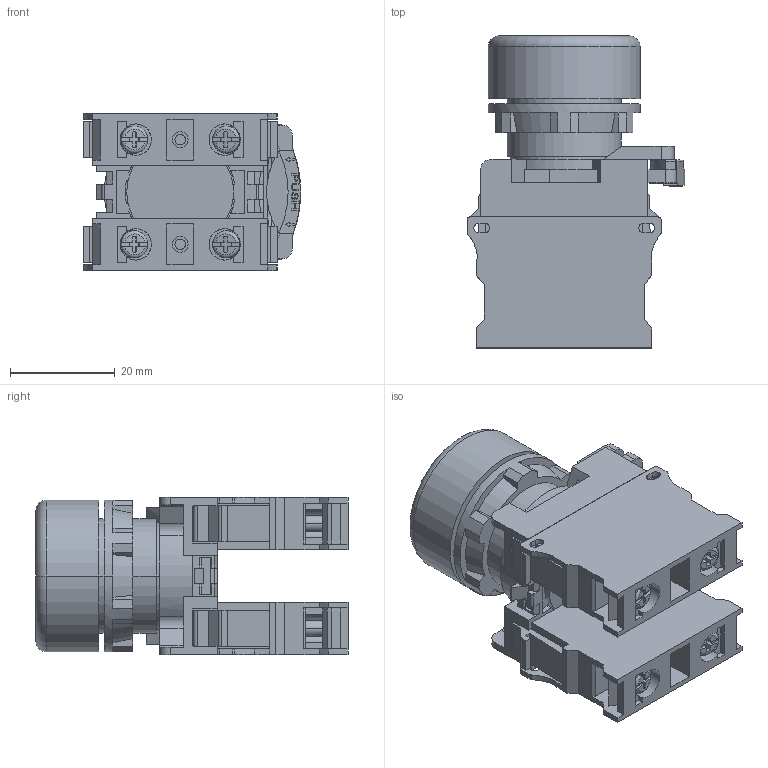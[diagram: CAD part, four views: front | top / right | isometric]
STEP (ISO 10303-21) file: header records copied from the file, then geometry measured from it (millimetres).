
FILE_DESCRIPTION((''),'2;1');
FILE_NAME('LA167-D8E-01G_ASM','2024-03-13T',('Administrator'),('zyb.com'),'PRO/ENGINEER BY PARAMETRIC TECHNOLOGY CORPORATION, 2010280','PRO/ENGINEER BY PARAMETRIC TECHNOLOGY CORPORATION, 2010280','');
FILE_SCHEMA(('CONFIG_CONTROL_DESIGN','SHAPE_APPEARANCE_LAYERS_GROUPS'));
Length unit declared in the file: millimetre
Products named in the file (4): Y20240312002; Y20240312001; Y20240312005; LA167-D8E-01G_ASM
Assembly tree (4 placements, depth 2):
  LA167-D8E-01G_ASM
    Y20240312002
    Y20240312001  x2
    Y20240312005
Bounding box: 41.5 x 59.6 x 30 mm (x, y, z)
Volume: 35808.3 mm3; surface area: 19393.8 mm2
Topology: 4 solids, 4 shells, 918 faces, 2623 edges, 1721 vertices
Faces by surface type: plane 726, cylinder 162, torus 14, cone 7, sphere 6, bspline 3
Entity records: 23707 total; most frequent: CARTESIAN_POINT 4618, ORIENTED_EDGE 4078, DIRECTION 3786, EDGE_CURVE 2039, VECTOR 1620, LINE 1620, VERTEX_POINT 1339, AXIS2_PLACEMENT_3D 1083
